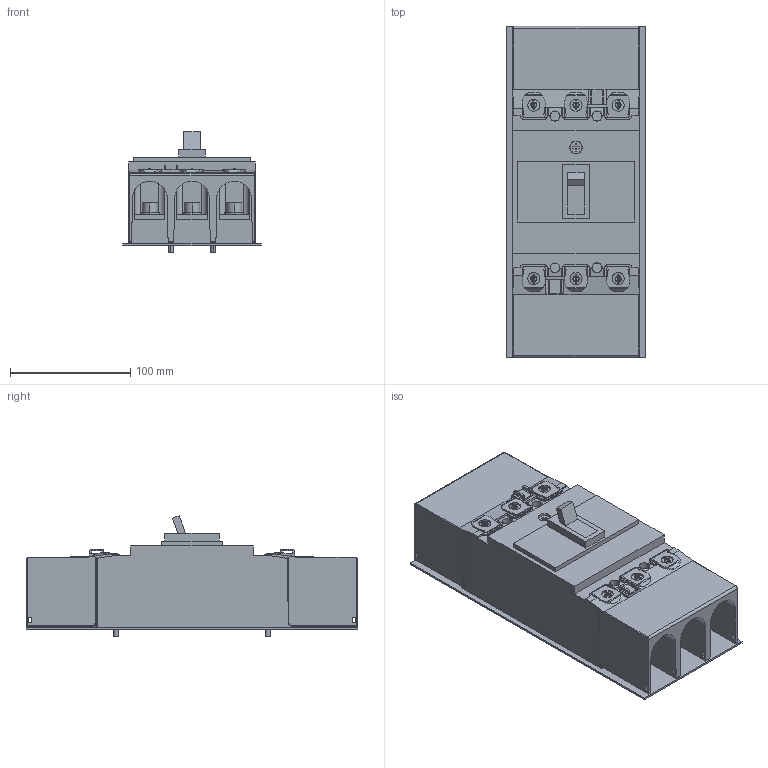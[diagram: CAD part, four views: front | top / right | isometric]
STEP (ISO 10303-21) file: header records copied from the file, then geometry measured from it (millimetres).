
FILE_DESCRIPTION(('CoCreate Modeling STEP Export'),'2;1');
FILE_NAME('ＰＶＳ２５０ＳＤＬ３Ｆ.stp','2016-03-30T10:07:40',(''),(''),'CoCreate Modeling STEP processor for AP214 (Solid Model)','CoCreate Modeling 17.0 01-Apr-2010 (C) Parametric Technology GmbH','');
FILE_SCHEMA(('AUTOMOTIVE_DESIGN { 1 0 10303 214 1 1 1 1 }'));
Length unit declared in the file: millimetre
Products named in the file (9): P6; P3.3; P4; P2.1; P2.3; P1; P5; P5.1.1; ＰＶＳ２５０ＳＤＬ３Ｆ
Assembly tree (15 placements, depth 2):
  ＰＶＳ２５０ＳＤＬ３Ｆ
    P5.1.1
    P5
    P3.3  x6
    P2.1  x2
    P2.3  x2
    P1
    P4
    P6
Bounding box: 115 x 275 x 100.13 mm (x, y, z)
Volume: 1297165.9 mm3; surface area: 252215.8 mm2
Topology: 15 solids, 15 shells, 1081 faces, 2908 edges, 1878 vertices
Faces by surface type: plane 697, cylinder 328, sphere 30, torus 12, bspline 12, extrusion 2
Entity records: 34929 total; most frequent: CARTESIAN_POINT 10760, ORIENTED_EDGE 5356, DIRECTION 4522, EDGE_CURVE 2678, VECTOR 1890, LINE 1888, VERTEX_POINT 1742, AXIS2_PLACEMENT_3D 1316
